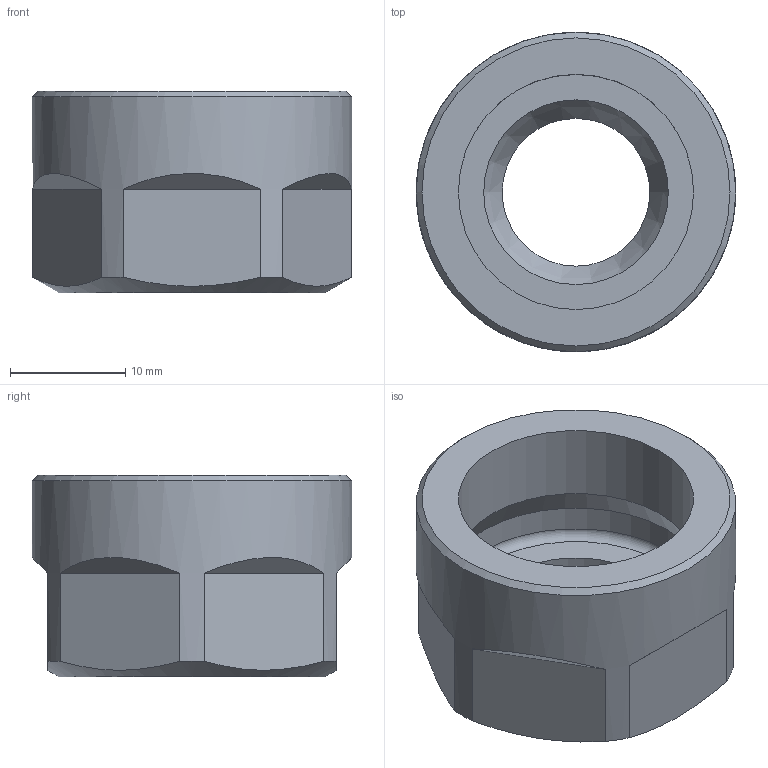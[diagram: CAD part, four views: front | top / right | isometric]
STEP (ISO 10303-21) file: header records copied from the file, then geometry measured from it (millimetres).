
FILE_DESCRIPTION(/* description */ (''),/* implementation_level */ '2;1');
FILE_NAME(/* name */ '341600000.stp',/* time_stamp */ '2021-01-08T12:45:21',/* author */ ('LRA'),/* organization */ ('REGO-FIX'),/* preprocessor_version */ ' Unknown',/* originating_system */ 'SIEMENS PLM Software Solid Edge ST10',/* authorization */ 'Unknown');
FILE_SCHEMA (('AUTOMOTIVE_DESIGN { 1 0 10303 214 2 1 1}'));
Length unit declared in the file: millimetre
Products named in the file (1): NOCUT
Bounding box: 27.7 x 27.7 x 17.5 mm (x, y, z)
Volume: 4658.4 mm3; surface area: 3433.9 mm2
Topology: 1 solids, 1 shells, 27 faces, 64 edges, 41 vertices
Faces by surface type: plane 16, cylinder 5, cone 4, torus 2
Full cylindrical faces by diameter (mm): 12.8 x1, 16 x1, 20.376 x1, 22.5 x1, 27.7 x1
Entity records: 945 total; most frequent: CARTESIAN_POINT 143, DIRECTION 132, ORIENTED_EDGE 100, AXIS2_PLACEMENT_3D 57, EDGE_CURVE 50, EDGE_LOOP 42, FACE_BOUND 42, VERTEX_POINT 38
